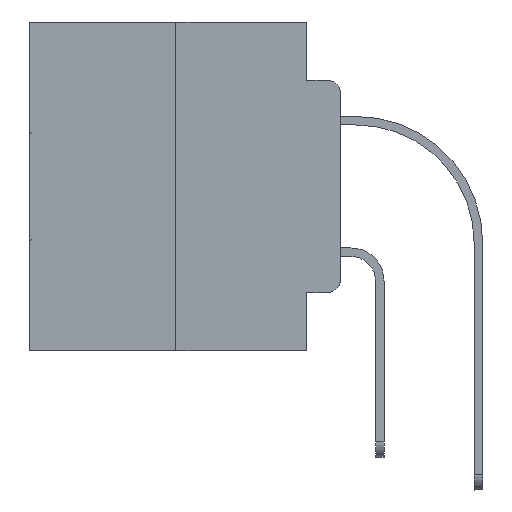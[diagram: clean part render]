
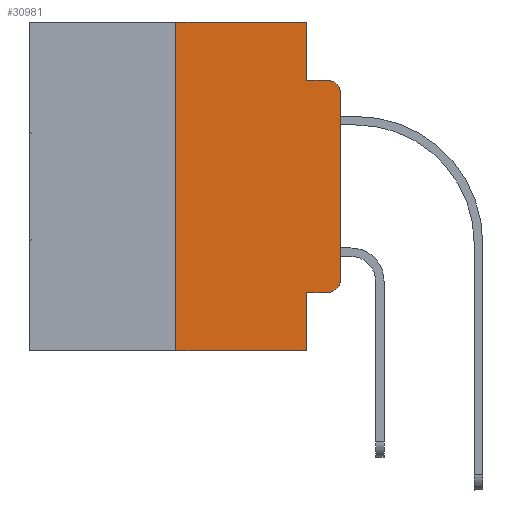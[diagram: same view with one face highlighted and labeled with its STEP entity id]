
A CAD part, left-side view. The second image highlights one B-rep face of the part: STEP entity #30981.
In plain terms, the highlighted planar face has unit normal (-1, 0, 0).
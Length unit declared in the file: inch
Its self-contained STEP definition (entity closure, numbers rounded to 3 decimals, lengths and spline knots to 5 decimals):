
#89 = CARTESIAN_POINT ( 'NONE',  ( 0., 0.473, 0. ) ) ;
#111 = ORIENTED_EDGE ( 'NONE', *, *, #31411, .F. ) ;
#235 = VERTEX_POINT ( 'NONE', #22770 ) ;
#431 = ORIENTED_EDGE ( 'NONE', *, *, #14446, .F. ) ;
#435 = CARTESIAN_POINT ( 'NONE',  ( 0., 0.25, 0. ) ) ;
#985 = CARTESIAN_POINT ( 'NONE',  ( 0., 0.051, -0.4115 ) ) ;
#1359 = VECTOR ( 'NONE', #25639, 39.37008 ) ;
#2045 = EDGE_CURVE ( 'NONE', #235, #13043, #7408, .T. ) ;
#2237 = DIRECTION ( 'NONE',  ( 0., 0., -1. ) ) ;
#3091 = LINE ( 'NONE', #985, #28090 ) ;
#3158 = DIRECTION ( 'NONE',  ( 0., -1., 0. ) ) ;
#3416 = AXIS2_PLACEMENT_3D ( 'NONE', #4177, #21147, #18558 ) ;
#4177 = CARTESIAN_POINT ( 'NONE',  ( 0., 0.473, 0. ) ) ;
#4306 = CARTESIAN_POINT ( 'NONE',  ( 0., 0.02, -0.0885 ) ) ;
#4619 = CARTESIAN_POINT ( 'NONE',  ( 0., 0.02, -0.1085 ) ) ;
#4908 = DIRECTION ( 'NONE',  ( 0., 0., -1. ) ) ;
#5048 = VECTOR ( 'NONE', #8862, 39.37008 ) ;
#5517 = CIRCLE ( 'NONE', #27673, 0.02 ) ;
#5823 = CARTESIAN_POINT ( 'NONE',  ( 0., 0.051, -0.0885 ) ) ;
#6195 = CARTESIAN_POINT ( 'NONE',  ( 0., 0.25, 0. ) ) ;
#6270 = ORIENTED_EDGE ( 'NONE', *, *, #21129, .T. ) ;
#6918 = ORIENTED_EDGE ( 'NONE', *, *, #7221, .F. ) ;
#7221 = EDGE_CURVE ( 'NONE', #31690, #18892, #9233, .T. ) ;
#7408 = CIRCLE ( 'NONE', #22373, 0.02 ) ;
#8862 = DIRECTION ( 'NONE',  ( 0., 0., -1. ) ) ;
#9233 = LINE ( 'NONE', #29081, #29544 ) ;
#9784 = LINE ( 'NONE', #27057, #19974 ) ;
#10065 = CARTESIAN_POINT ( 'NONE',  ( 0., 0.051, -0.0885 ) ) ;
#10090 = DIRECTION ( 'NONE',  ( 0., -1., 0. ) ) ;
#10555 = EDGE_CURVE ( 'NONE', #31725, #26293, #15384, .T. ) ;
#11026 = EDGE_LOOP ( 'NONE', ( #6270, #11087, #431, #14448, #22852, #111, #15321, #6918, #25341, #26341 ) ) ;
#11087 = ORIENTED_EDGE ( 'NONE', *, *, #31606, .T. ) ;
#12758 = CARTESIAN_POINT ( 'NONE',  ( 0., 0.02, -0.3915 ) ) ;
#13043 = VERTEX_POINT ( 'NONE', #24630 ) ;
#13932 = DIRECTION ( 'NONE',  ( 0., 0., -1. ) ) ;
#14446 = EDGE_CURVE ( 'NONE', #26293, #24993, #22344, .T. ) ;
#14448 = ORIENTED_EDGE ( 'NONE', *, *, #10555, .F. ) ;
#14990 = DIRECTION ( 'NONE',  ( 0., 0., 1. ) ) ;
#15321 = ORIENTED_EDGE ( 'NONE', *, *, #28082, .T. ) ;
#15343 = DIRECTION ( 'NONE',  ( -1., 0., 0. ) ) ;
#15384 = LINE ( 'NONE', #27489, #5048 ) ;
#15569 = CARTESIAN_POINT ( 'NONE',  ( 0., 0.051, -0.4115 ) ) ;
#17574 = CARTESIAN_POINT ( 'NONE',  ( 0., 0., 0. ) ) ;
#18558 = DIRECTION ( 'NONE',  ( 0., 0., -1. ) ) ;
#18892 = VERTEX_POINT ( 'NONE', #25080 ) ;
#19962 = LINE ( 'NONE', #89, #20950 ) ;
#19974 = VECTOR ( 'NONE', #10090, 39.37008 ) ;
#20318 = FACE_OUTER_BOUND ( 'NONE', #11026, .T. ) ;
#20691 = DIRECTION ( 'NONE',  ( 0., -1., 0. ) ) ;
#20950 = VECTOR ( 'NONE', #3158, 39.37008 ) ;
#21057 = VECTOR ( 'NONE', #29811, 39.37008 ) ;
#21129 = EDGE_CURVE ( 'NONE', #13043, #28939, #30347, .T. ) ;
#21147 = DIRECTION ( 'NONE',  ( 1., 0., 0. ) ) ;
#21871 = DIRECTION ( 'NONE',  ( -1., 0., 0. ) ) ;
#22221 = CARTESIAN_POINT ( 'NONE',  ( 0., 0.25, -0.5 ) ) ;
#22344 = LINE ( 'NONE', #10065, #21057 ) ;
#22373 = AXIS2_PLACEMENT_3D ( 'NONE', #12758, #15343, #2237 ) ;
#22681 = VERTEX_POINT ( 'NONE', #22221 ) ;
#22770 = CARTESIAN_POINT ( 'NONE',  ( 0., 0.02, -0.4115 ) ) ;
#22852 = ORIENTED_EDGE ( 'NONE', *, *, #26523, .F. ) ;
#23062 = VECTOR ( 'NONE', #14990, 39.37008 ) ;
#24630 = CARTESIAN_POINT ( 'NONE',  ( 0., 0., -0.3915 ) ) ;
#24993 = VERTEX_POINT ( 'NONE', #4306 ) ;
#25080 = CARTESIAN_POINT ( 'NONE',  ( 0., 0.051, -0.5 ) ) ;
#25341 = ORIENTED_EDGE ( 'NONE', *, *, #29168, .T. ) ;
#25639 = DIRECTION ( 'NONE',  ( 0., 0., 1. ) ) ;
#26293 = VERTEX_POINT ( 'NONE', #5823 ) ;
#26341 = ORIENTED_EDGE ( 'NONE', *, *, #2045, .T. ) ;
#26523 = EDGE_CURVE ( 'NONE', #28743, #31725, #19962, .T. ) ;
#26986 = CARTESIAN_POINT ( 'NONE',  ( 0., 0., -0.1085 ) ) ;
#27057 = CARTESIAN_POINT ( 'NONE',  ( 0., 0.473, -0.5 ) ) ;
#27489 = CARTESIAN_POINT ( 'NONE',  ( 0., 0.051, 0. ) ) ;
#27673 = AXIS2_PLACEMENT_3D ( 'NONE', #4619, #21871, #4908 ) ;
#27692 = CARTESIAN_POINT ( 'NONE',  ( 0., 0.051, 0. ) ) ;
#27901 = LINE ( 'NONE', #435, #1359 ) ;
#28082 = EDGE_CURVE ( 'NONE', #22681, #18892, #9784, .T. ) ;
#28090 = VECTOR ( 'NONE', #20691, 39.37008 ) ;
#28743 = VERTEX_POINT ( 'NONE', #6195 ) ;
#28939 = VERTEX_POINT ( 'NONE', #26986 ) ;
#29081 = CARTESIAN_POINT ( 'NONE',  ( 0., 0.051, 0. ) ) ;
#29168 = EDGE_CURVE ( 'NONE', #31690, #235, #3091, .T. ) ;
#29544 = VECTOR ( 'NONE', #13932, 39.37008 ) ;
#29811 = DIRECTION ( 'NONE',  ( 0., -1., 0. ) ) ;
#30195 = PLANE ( 'NONE',  #3416 ) ;
#30347 = LINE ( 'NONE', #17574, #23062 ) ;
#30981 = ADVANCED_FACE ( 'NONE', ( #20318 ), #30195, .F. ) ;
#31411 = EDGE_CURVE ( 'NONE', #22681, #28743, #27901, .T. ) ;
#31606 = EDGE_CURVE ( 'NONE', #28939, #24993, #5517, .T. ) ;
#31690 = VERTEX_POINT ( 'NONE', #15569 ) ;
#31725 = VERTEX_POINT ( 'NONE', #27692 ) ;
